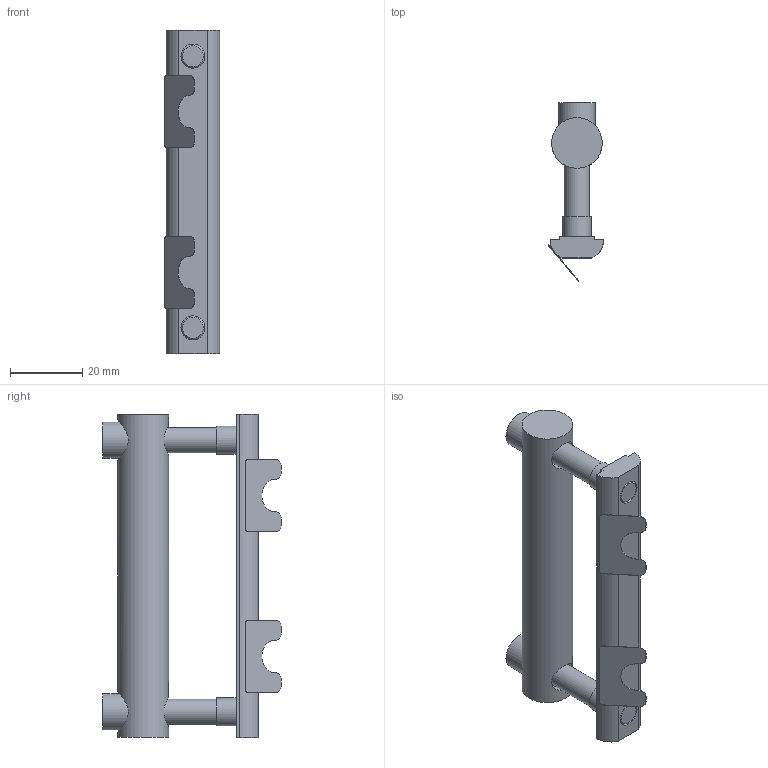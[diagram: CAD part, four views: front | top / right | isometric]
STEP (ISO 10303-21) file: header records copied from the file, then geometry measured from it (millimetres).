
FILE_DESCRIPTION(/* description */ ('KriTec Bolzenverbindungssatz 10 D14x90'),/* implementation_level */ '2;1');
FILE_NAME(/* name */ '81052_KriTec_Bolzenverbindungssatz_10_D14x90.stp',/* time_stamp */ '2020-04-15T08:58:58+02:00',/* author */ ('Nell'),/* organization */ (''),/* preprocessor_version */ 'ST-DEVELOPER v17',/* originating_system */ 'Autodesk Inventor 2018',/* authorisation */ '');
FILE_SCHEMA (('AUTOMOTIVE_DESIGN { 1 0 10303 214 3 1 1 }'));
Length unit declared in the file: millimetre
Products named in the file (5): 81052; 81052_3; 81052_2; 81052_1; 81052_4
Assembly tree (6 placements, depth 2):
  81052
    81052_3
    81052_2  x2
    81052_1
    81052_4  x2
Bounding box: 15.37 x 49.4 x 89.5 mm (x, y, z)
Volume: 22207.9 mm3; surface area: 11757.9 mm2
Topology: 6 solids, 6 shells, 85 faces, 199 edges, 134 vertices
Faces by surface type: plane 52, cylinder 29, cone 4
Full cylindrical faces by diameter (mm): 6.647 x2, 7 x2, 7.8 x2, 8.2 x2, 10 x2, 11.3 x2, 14 x1
Entity records: 1905 total; most frequent: CARTESIAN_POINT 430, DIRECTION 282, ORIENTED_EDGE 252, EDGE_CURVE 126, AXIS2_PLACEMENT_3D 102, VERTEX_POINT 86, LINE 78, VECTOR 78
